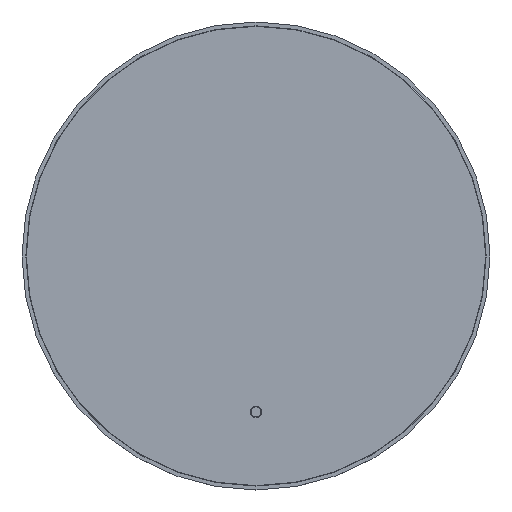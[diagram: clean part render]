
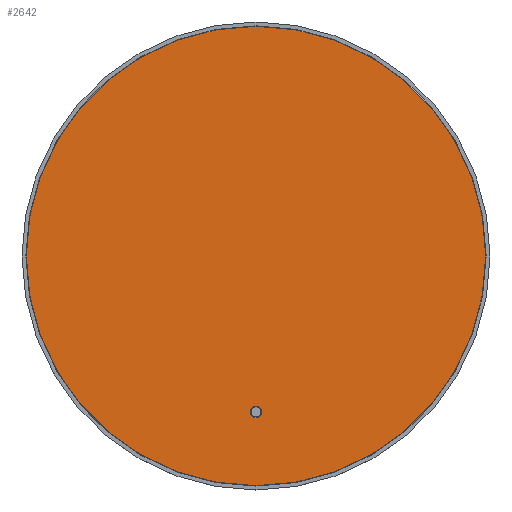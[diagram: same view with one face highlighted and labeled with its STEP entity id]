
A CAD part, top view. The second image highlights one B-rep face of the part: STEP entity #2642.
In plain terms, the highlighted planar face has unit normal (0, 0, 1).
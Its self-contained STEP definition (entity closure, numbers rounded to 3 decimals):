
#147 = CARTESIAN_POINT ( 'NONE',  ( 0., -200., 4. ) ) ;
#225 = PLANE ( 'NONE',  #323 ) ;
#323 = AXIS2_PLACEMENT_3D ( 'NONE', #2576, #2085, #3108 ) ;
#371 = EDGE_LOOP ( 'NONE', ( #1685, #2135 ) ) ;
#372 = CIRCLE ( 'NONE', #2323, 294.5 ) ;
#516 = CIRCLE ( 'NONE', #2144, 7.5 ) ;
#708 = CARTESIAN_POINT ( 'NONE',  ( 0., -200., 4. ) ) ;
#728 = CARTESIAN_POINT ( 'NONE',  ( 7.5, -200., 4. ) ) ;
#915 = ORIENTED_EDGE ( 'NONE', *, *, #1744, .F. ) ;
#921 = CIRCLE ( 'NONE', #2490, 7.5 ) ;
#1058 = CARTESIAN_POINT ( 'NONE',  ( -294.5, 0., 4. ) ) ;
#1175 = EDGE_LOOP ( 'NONE', ( #2119, #915 ) ) ;
#1184 = DIRECTION ( 'NONE',  ( 0., 0., 1. ) ) ;
#1342 = CARTESIAN_POINT ( 'NONE',  ( -7.5, -200., 4. ) ) ;
#1378 = VERTEX_POINT ( 'NONE', #728 ) ;
#1477 = VERTEX_POINT ( 'NONE', #3144 ) ;
#1507 = VERTEX_POINT ( 'NONE', #1058 ) ;
#1685 = ORIENTED_EDGE ( 'NONE', *, *, #2936, .T. ) ;
#1702 = DIRECTION ( 'NONE',  ( 1., 0., 0. ) ) ;
#1744 = EDGE_CURVE ( 'NONE', #2866, #1378, #516, .T. ) ;
#1752 = DIRECTION ( 'NONE',  ( 0., 0., 1. ) ) ;
#2034 = DIRECTION ( 'NONE',  ( 1., 0., 0. ) ) ;
#2085 = DIRECTION ( 'NONE',  ( 0., 0., 1. ) ) ;
#2119 = ORIENTED_EDGE ( 'NONE', *, *, #2442, .F. ) ;
#2135 = ORIENTED_EDGE ( 'NONE', *, *, #2421, .T. ) ;
#2144 = AXIS2_PLACEMENT_3D ( 'NONE', #708, #1752, #2268 ) ;
#2268 = DIRECTION ( 'NONE',  ( 1., 0., 0. ) ) ;
#2323 = AXIS2_PLACEMENT_3D ( 'NONE', #2365, #3370, #2034 ) ;
#2365 = CARTESIAN_POINT ( 'NONE',  ( 0., 0., 4. ) ) ;
#2421 = EDGE_CURVE ( 'NONE', #1477, #1507, #2878, .T. ) ;
#2442 = EDGE_CURVE ( 'NONE', #1378, #2866, #921, .T. ) ;
#2470 = CARTESIAN_POINT ( 'NONE',  ( 0., 0., 4. ) ) ;
#2490 = AXIS2_PLACEMENT_3D ( 'NONE', #147, #1184, #1702 ) ;
#2576 = CARTESIAN_POINT ( 'NONE',  ( 0., 0., 4. ) ) ;
#2642 = ADVANCED_FACE ( 'NONE', ( #2868, #2802 ), #225, .T. ) ;
#2802 = FACE_OUTER_BOUND ( 'NONE', #371, .T. ) ;
#2866 = VERTEX_POINT ( 'NONE', #1342 ) ;
#2868 = FACE_BOUND ( 'NONE', #1175, .T. ) ;
#2878 = CIRCLE ( 'NONE', #3320, 294.5 ) ;
#2936 = EDGE_CURVE ( 'NONE', #1507, #1477, #372, .T. ) ;
#3000 = DIRECTION ( 'NONE',  ( 0., 0., 1. ) ) ;
#3062 = DIRECTION ( 'NONE',  ( 1., 0., 0. ) ) ;
#3108 = DIRECTION ( 'NONE',  ( 1., 0., 0. ) ) ;
#3144 = CARTESIAN_POINT ( 'NONE',  ( 294.5, 0., 4. ) ) ;
#3320 = AXIS2_PLACEMENT_3D ( 'NONE', #2470, #3000, #3062 ) ;
#3370 = DIRECTION ( 'NONE',  ( 0., 0., 1. ) ) ;
